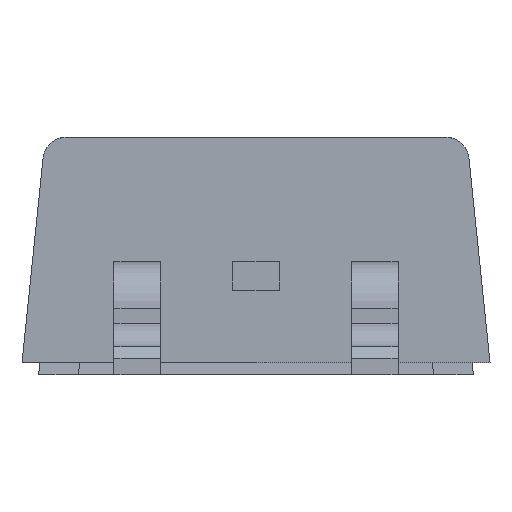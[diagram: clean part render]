
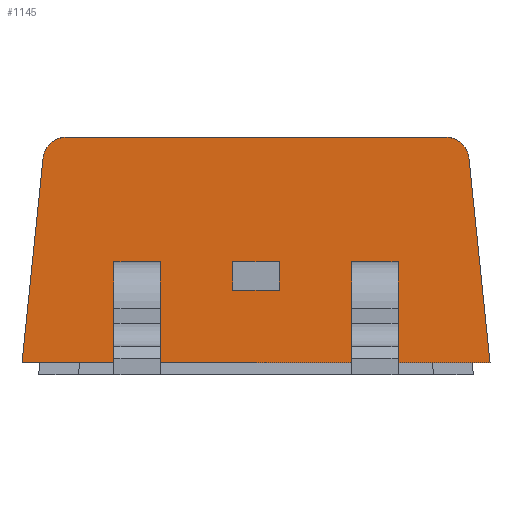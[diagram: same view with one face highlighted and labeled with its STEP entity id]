
A CAD part, front view. The second image highlights one B-rep face of the part: STEP entity #1145.
In plain terms, the highlighted planar face has unit normal (0, -1, 0).
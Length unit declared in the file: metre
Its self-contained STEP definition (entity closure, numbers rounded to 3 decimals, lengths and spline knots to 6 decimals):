
#61=CIRCLE('',#1290,0.0005);
#62=CIRCLE('',#1291,0.0005);
#331=ORIENTED_EDGE('',*,*,#516,.T.);
#332=ORIENTED_EDGE('',*,*,#517,.T.);
#333=ORIENTED_EDGE('',*,*,#518,.F.);
#334=ORIENTED_EDGE('',*,*,#519,.T.);
#335=ORIENTED_EDGE('',*,*,#520,.T.);
#336=ORIENTED_EDGE('',*,*,#521,.T.);
#516=EDGE_CURVE('',#629,#630,#760,.F.);
#517=EDGE_CURVE('',#630,#631,#61,.F.);
#518=EDGE_CURVE('',#632,#631,#761,.T.);
#519=EDGE_CURVE('',#632,#633,#62,.F.);
#520=EDGE_CURVE('',#633,#634,#762,.T.);
#521=EDGE_CURVE('',#634,#629,#763,.T.);
#629=VERTEX_POINT('',#1915);
#630=VERTEX_POINT('',#1916);
#631=VERTEX_POINT('',#1918);
#632=VERTEX_POINT('',#1920);
#633=VERTEX_POINT('',#1922);
#634=VERTEX_POINT('',#1924);
#760=LINE('',#1914,#892);
#761=LINE('',#1919,#893);
#762=LINE('',#1923,#894);
#763=LINE('',#1925,#895);
#892=VECTOR('',#1577,1.);
#893=VECTOR('',#1580,1.);
#894=VECTOR('',#1583,1.);
#895=VECTOR('',#1584,1.);
#962=EDGE_LOOP('',(#331,#332,#333,#334,#335,#336));
#1028=FACE_BOUND('',#962,.T.);
#1086=PLANE('',#1289);
#1145=ADVANCED_FACE('',(#1028),#1086,.F.);
#1289=AXIS2_PLACEMENT_3D('',#1913,#1575,#1576);
#1290=AXIS2_PLACEMENT_3D('',#1917,#1578,#1579);
#1291=AXIS2_PLACEMENT_3D('',#1921,#1581,#1582);
#1575=DIRECTION('',(0.,1.,0.));
#1576=DIRECTION('',(-1.,0.,0.));
#1577=DIRECTION('',(0.102,0.,-0.995));
#1578=DIRECTION('',(0.,1.,0.));
#1579=DIRECTION('',(-1.,0.,0.));
#1580=DIRECTION('',(1.,0.,0.));
#1581=DIRECTION('',(0.,1.,0.));
#1582=DIRECTION('',(-1.,0.,0.));
#1583=DIRECTION('',(-0.102,0.,-0.995));
#1584=DIRECTION('',(1.,0.,0.));
#1913=CARTESIAN_POINT('',(0.,-0.004675,0.00508));
#1914=CARTESIAN_POINT('',(0.005,-0.004675,0.000254));
#1915=CARTESIAN_POINT('',(0.005,-0.004675,0.000254));
#1916=CARTESIAN_POINT('',(0.004551,-0.004675,0.004631));
#1917=CARTESIAN_POINT('',(0.004053,-0.004675,0.00458));
#1918=CARTESIAN_POINT('',(0.004053,-0.004675,0.00508));
#1919=CARTESIAN_POINT('',(0.,-0.004675,0.00508));
#1920=CARTESIAN_POINT('',(-0.004053,-0.004675,0.00508));
#1921=CARTESIAN_POINT('',(-0.004053,-0.004675,0.00458));
#1922=CARTESIAN_POINT('',(-0.004551,-0.004675,0.004631));
#1923=CARTESIAN_POINT('',(-0.004505,-0.004675,0.00508));
#1924=CARTESIAN_POINT('',(-0.005,-0.004675,0.000254));
#1925=CARTESIAN_POINT('',(0.,-0.004675,0.000254));
